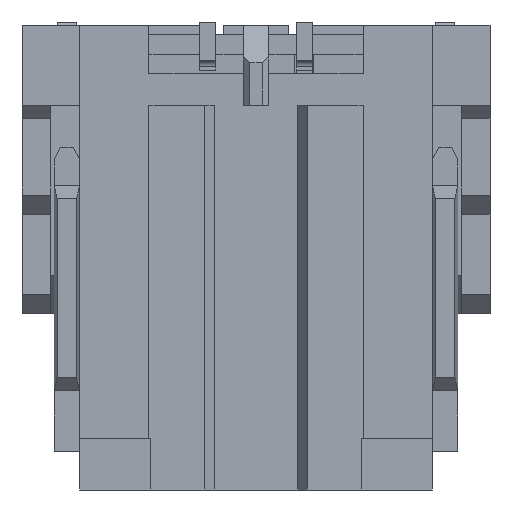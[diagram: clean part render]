
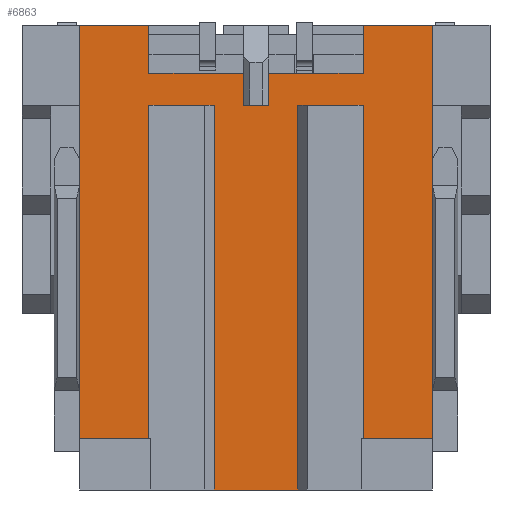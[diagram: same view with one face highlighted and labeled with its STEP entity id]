
A CAD part, front view. The second image highlights one B-rep face of the part: STEP entity #6863.
In plain terms, the highlighted planar face has unit normal (0, -1, 0).
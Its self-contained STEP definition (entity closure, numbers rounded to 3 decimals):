
#135=FACE_OUTER_BOUND('',#482,.T.);
#482=EDGE_LOOP('',(#4744,#4745,#4746,#4747,#4748,#4749,#4750,#4751,#4752,
#4753,#4754,#4755,#4756,#4757,#4758,#4759,#4760,#4761,#4762,#4763,#4764,
#4765));
#843=LINE('',#9464,#1824);
#940=LINE('',#9652,#1921);
#968=LINE('',#9712,#1949);
#970=LINE('',#9716,#1951);
#974=LINE('',#9723,#1955);
#975=LINE('',#9726,#1956);
#977=LINE('',#9730,#1958);
#978=LINE('',#9731,#1959);
#979=LINE('',#9733,#1960);
#980=LINE('',#9735,#1961);
#981=LINE('',#9737,#1962);
#982=LINE('',#9739,#1963);
#983=LINE('',#9741,#1964);
#984=LINE('',#9743,#1965);
#985=LINE('',#9745,#1966);
#986=LINE('',#9747,#1967);
#987=LINE('',#9749,#1968);
#988=LINE('',#9751,#1969);
#989=LINE('',#9753,#1970);
#990=LINE('',#9754,#1971);
#991=LINE('',#9756,#1972);
#992=LINE('',#9757,#1973);
#1824=VECTOR('',#7643,5.2);
#1921=VECTOR('',#7812,1.25);
#1949=VECTOR('',#7856,6.);
#1951=VECTOR('',#7860,1.02);
#1955=VECTOR('',#7866,1.02);
#1956=VECTOR('',#7869,5.2);
#1958=VECTOR('',#7873,5.2);
#1959=VECTOR('',#7874,1.08);
#1960=VECTOR('',#7875,1.08);
#1961=VECTOR('',#7876,0.75);
#1962=VECTOR('',#7877,1.47);
#1963=VECTOR('',#7878,0.5);
#1964=VECTOR('',#7879,0.4);
#1965=VECTOR('',#7880,0.5);
#1966=VECTOR('',#7881,1.47);
#1967=VECTOR('',#7882,0.75);
#1968=VECTOR('',#7883,1.08);
#1969=VECTOR('',#7884,1.25);
#1970=VECTOR('',#7885,5.2);
#1971=VECTOR('',#7886,1.08);
#1972=VECTOR('',#7887,1.3);
#1973=VECTOR('',#7888,6.);
#2801=VERTEX_POINT('',#9461);
#2802=VERTEX_POINT('',#9463);
#2857=VERTEX_POINT('',#9650);
#2880=VERTEX_POINT('',#9709);
#2881=VERTEX_POINT('',#9711);
#2882=VERTEX_POINT('',#9715);
#2883=VERTEX_POINT('',#9719);
#2884=VERTEX_POINT('',#9721);
#2885=VERTEX_POINT('',#9725);
#2886=VERTEX_POINT('',#9729);
#2887=VERTEX_POINT('',#9732);
#2888=VERTEX_POINT('',#9734);
#2889=VERTEX_POINT('',#9736);
#2890=VERTEX_POINT('',#9738);
#2891=VERTEX_POINT('',#9740);
#2892=VERTEX_POINT('',#9742);
#2893=VERTEX_POINT('',#9744);
#2894=VERTEX_POINT('',#9746);
#2895=VERTEX_POINT('',#9748);
#2896=VERTEX_POINT('',#9750);
#2897=VERTEX_POINT('',#9752);
#2898=VERTEX_POINT('',#9755);
#3473=EDGE_CURVE('',#2802,#2801,#843,.T.);
#3570=EDGE_CURVE('',#2801,#2857,#940,.T.);
#3598=EDGE_CURVE('',#2880,#2881,#968,.T.);
#3600=EDGE_CURVE('',#2881,#2882,#970,.T.);
#3604=EDGE_CURVE('',#2884,#2883,#974,.T.);
#3605=EDGE_CURVE('',#2882,#2885,#975,.T.);
#3607=EDGE_CURVE('',#2886,#2884,#977,.T.);
#3608=EDGE_CURVE('',#2886,#2802,#978,.T.);
#3609=EDGE_CURVE('',#2857,#2887,#979,.T.);
#3610=EDGE_CURVE('',#2887,#2888,#980,.T.);
#3611=EDGE_CURVE('',#2889,#2888,#981,.T.);
#3612=EDGE_CURVE('',#2889,#2890,#982,.T.);
#3613=EDGE_CURVE('',#2891,#2890,#983,.T.);
#3614=EDGE_CURVE('',#2892,#2891,#984,.T.);
#3615=EDGE_CURVE('',#2893,#2892,#985,.T.);
#3616=EDGE_CURVE('',#2894,#2893,#986,.T.);
#3617=EDGE_CURVE('',#2894,#2895,#987,.T.);
#3618=EDGE_CURVE('',#2895,#2896,#988,.T.);
#3619=EDGE_CURVE('',#2896,#2897,#989,.T.);
#3620=EDGE_CURVE('',#2897,#2885,#990,.T.);
#3621=EDGE_CURVE('',#2880,#2898,#991,.T.);
#3622=EDGE_CURVE('',#2898,#2883,#992,.T.);
#4744=ORIENTED_EDGE('',*,*,#3604,.F.);
#4745=ORIENTED_EDGE('',*,*,#3607,.F.);
#4746=ORIENTED_EDGE('',*,*,#3608,.T.);
#4747=ORIENTED_EDGE('',*,*,#3473,.T.);
#4748=ORIENTED_EDGE('',*,*,#3570,.T.);
#4749=ORIENTED_EDGE('',*,*,#3609,.T.);
#4750=ORIENTED_EDGE('',*,*,#3610,.T.);
#4751=ORIENTED_EDGE('',*,*,#3611,.F.);
#4752=ORIENTED_EDGE('',*,*,#3612,.T.);
#4753=ORIENTED_EDGE('',*,*,#3613,.F.);
#4754=ORIENTED_EDGE('',*,*,#3614,.F.);
#4755=ORIENTED_EDGE('',*,*,#3615,.F.);
#4756=ORIENTED_EDGE('',*,*,#3616,.F.);
#4757=ORIENTED_EDGE('',*,*,#3617,.T.);
#4758=ORIENTED_EDGE('',*,*,#3618,.T.);
#4759=ORIENTED_EDGE('',*,*,#3619,.T.);
#4760=ORIENTED_EDGE('',*,*,#3620,.T.);
#4761=ORIENTED_EDGE('',*,*,#3605,.F.);
#4762=ORIENTED_EDGE('',*,*,#3600,.F.);
#4763=ORIENTED_EDGE('',*,*,#3598,.F.);
#4764=ORIENTED_EDGE('',*,*,#3621,.T.);
#4765=ORIENTED_EDGE('',*,*,#3622,.T.);
#6536=PLANE('',#7224);
#6863=ADVANCED_FACE('',(#135),#6536,.T.);
#7224=AXIS2_PLACEMENT_3D('',#9728,#7871,#7872);
#7643=DIRECTION('',(0.,0.,1.));
#7812=DIRECTION('',(0.,0.,1.));
#7856=DIRECTION('',(0.,0.,1.));
#7860=DIRECTION('',(-1.,0.,0.));
#7866=DIRECTION('',(-1.,0.,0.));
#7869=DIRECTION('',(0.,0.,-1.));
#7871=DIRECTION('center_axis',(0.,-1.,0.));
#7872=DIRECTION('ref_axis',(-1.,0.,0.));
#7873=DIRECTION('',(0.,0.,1.));
#7874=DIRECTION('',(1.,0.,0.));
#7875=DIRECTION('',(-1.,0.,0.));
#7876=DIRECTION('',(0.,0.,-1.));
#7877=DIRECTION('',(1.,0.,0.));
#7878=DIRECTION('',(0.,0.,-1.));
#7879=DIRECTION('',(1.,0.,0.));
#7880=DIRECTION('',(0.,0.,-1.));
#7881=DIRECTION('',(1.,0.,0.));
#7882=DIRECTION('',(0.,0.,-1.));
#7883=DIRECTION('',(-1.,0.,0.));
#7884=DIRECTION('',(0.,0.,-1.));
#7885=DIRECTION('',(0.,0.,-1.));
#7886=DIRECTION('',(1.,0.,0.));
#7887=DIRECTION('',(1.,0.,0.));
#7888=DIRECTION('',(0.,0.,1.));
#9461=CARTESIAN_POINT('',(2.75,-3.45,2.82));
#9463=CARTESIAN_POINT('',(2.75,-3.45,-2.38));
#9464=CARTESIAN_POINT('',(2.75,-3.45,-2.38));
#9650=CARTESIAN_POINT('',(2.75,-3.45,4.07));
#9652=CARTESIAN_POINT('',(2.75,-3.45,2.82));
#9709=CARTESIAN_POINT('',(-0.65,-3.45,-3.18));
#9711=CARTESIAN_POINT('',(-0.65,-3.45,2.82));
#9712=CARTESIAN_POINT('',(-0.65,-3.45,-3.18));
#9715=CARTESIAN_POINT('',(-1.67,-3.45,2.82));
#9716=CARTESIAN_POINT('',(-0.65,-3.45,2.82));
#9719=CARTESIAN_POINT('',(0.65,-3.45,2.82));
#9721=CARTESIAN_POINT('',(1.67,-3.45,2.82));
#9723=CARTESIAN_POINT('',(1.67,-3.45,2.82));
#9725=CARTESIAN_POINT('',(-1.67,-3.45,-2.38));
#9726=CARTESIAN_POINT('',(-1.67,-3.45,2.82));
#9728=CARTESIAN_POINT('Origin',(0.,-3.45,0.));
#9729=CARTESIAN_POINT('',(1.67,-3.45,-2.38));
#9730=CARTESIAN_POINT('',(1.67,-3.45,-2.38));
#9731=CARTESIAN_POINT('',(1.67,-3.45,-2.38));
#9732=CARTESIAN_POINT('',(1.67,-3.45,4.07));
#9733=CARTESIAN_POINT('',(2.75,-3.45,4.07));
#9734=CARTESIAN_POINT('',(1.67,-3.45,3.32));
#9735=CARTESIAN_POINT('',(1.67,-3.45,4.07));
#9736=CARTESIAN_POINT('',(0.2,-3.45,3.32));
#9737=CARTESIAN_POINT('',(0.2,-3.45,3.32));
#9738=CARTESIAN_POINT('',(0.2,-3.45,2.82));
#9739=CARTESIAN_POINT('',(0.2,-3.45,3.32));
#9740=CARTESIAN_POINT('',(-0.2,-3.45,2.82));
#9741=CARTESIAN_POINT('',(-0.2,-3.45,2.82));
#9742=CARTESIAN_POINT('',(-0.2,-3.45,3.32));
#9743=CARTESIAN_POINT('',(-0.2,-3.45,3.32));
#9744=CARTESIAN_POINT('',(-1.67,-3.45,3.32));
#9745=CARTESIAN_POINT('',(-1.67,-3.45,3.32));
#9746=CARTESIAN_POINT('',(-1.67,-3.45,4.07));
#9747=CARTESIAN_POINT('',(-1.67,-3.45,4.07));
#9748=CARTESIAN_POINT('',(-2.75,-3.45,4.07));
#9749=CARTESIAN_POINT('',(-1.67,-3.45,4.07));
#9750=CARTESIAN_POINT('',(-2.75,-3.45,2.82));
#9751=CARTESIAN_POINT('',(-2.75,-3.45,4.07));
#9752=CARTESIAN_POINT('',(-2.75,-3.45,-2.38));
#9753=CARTESIAN_POINT('',(-2.75,-3.45,2.82));
#9754=CARTESIAN_POINT('',(-2.75,-3.45,-2.38));
#9755=CARTESIAN_POINT('',(0.65,-3.45,-3.18));
#9756=CARTESIAN_POINT('',(-0.65,-3.45,-3.18));
#9757=CARTESIAN_POINT('',(0.65,-3.45,-3.18));
